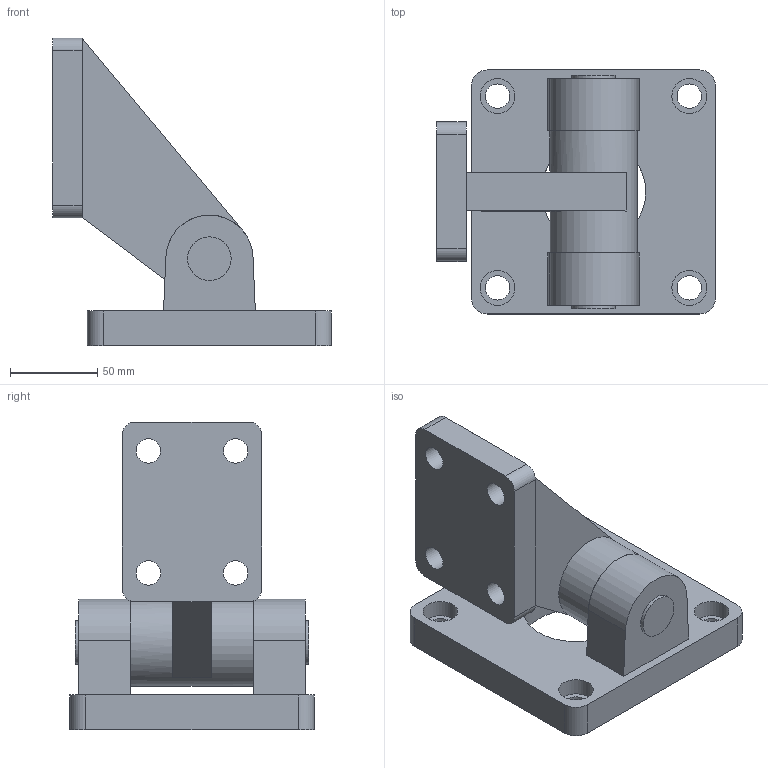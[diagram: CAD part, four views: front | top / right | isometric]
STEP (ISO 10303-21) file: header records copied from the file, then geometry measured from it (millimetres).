
FILE_DESCRIPTION((''),'2;1');
FILE_NAME('1380_125_11F.stp','2006-07-12T12:23:48',('rivolro1'),(''),'Autodesk Inventor 11','Autodesk Inventor 11','');
FILE_SCHEMA(('AUTOMOTIVE_DESIGN { 1 0 10303 214 1 1 1 1 }'));
Length unit declared in the file: millimetre
Products named in the file (3): 1380_125_11F; 1380_125_11F(A); 1320_125_11F(B)
Assembly tree (2 placements, depth 2):
  1380_125_11F
    1380_125_11F(A)
    1320_125_11F(B)
Bounding box: 160 x 140 x 176.5 mm (x, y, z)
Volume: 854013.2 mm3; surface area: 126237.9 mm2
Topology: 2 solids, 2 shells, 61 faces, 147 edges, 98 vertices
Faces by surface type: plane 29, bspline 18, cylinder 14
Full cylindrical faces by diameter (mm): 25 x3, 50 x1
Entity records: 1959 total; most frequent: CARTESIAN_POINT 530, DIRECTION 276, ORIENTED_EDGE 244, EDGE_CURVE 122, EDGE_LOOP 110, AXIS2_PLACEMENT_3D 106, VERTEX_POINT 92, VECTOR 64
